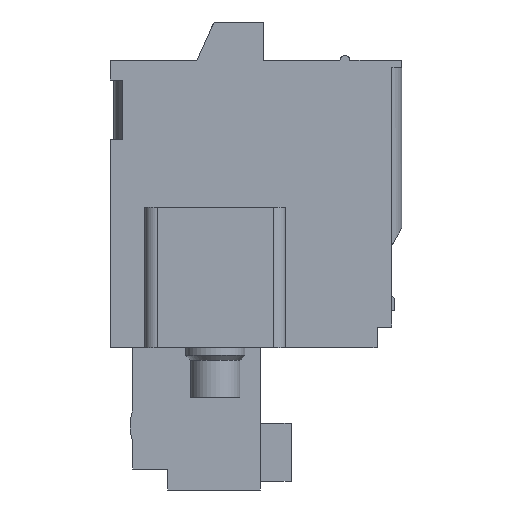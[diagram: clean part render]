
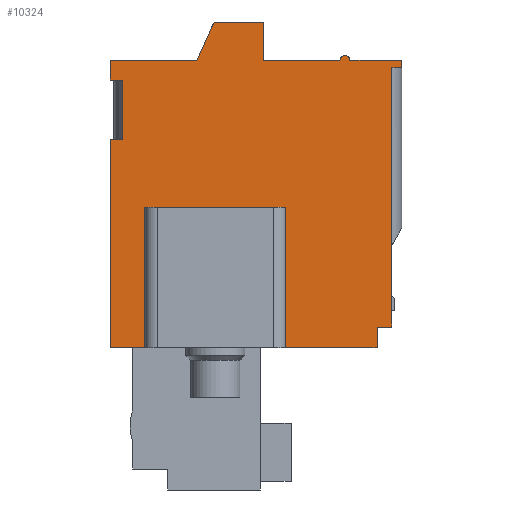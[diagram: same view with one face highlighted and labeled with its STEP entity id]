
A CAD part, left-side view. The second image highlights one B-rep face of the part: STEP entity #10324.
In plain terms, the highlighted planar face has unit normal (-1, 0, 0).
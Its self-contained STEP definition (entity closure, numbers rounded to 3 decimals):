
#187=LINE('',#14631,#1529);
#191=LINE('',#14643,#1533);
#203=LINE('',#14679,#1545);
#328=LINE('',#14959,#1670);
#342=LINE('',#14987,#1684);
#372=LINE('',#15055,#1714);
#383=LINE('',#15083,#1725);
#538=LINE('',#15400,#1880);
#545=LINE('',#15412,#1887);
#548=LINE('',#15418,#1890);
#550=LINE('',#15421,#1892);
#551=LINE('',#15423,#1893);
#553=LINE('',#15428,#1895);
#557=LINE('',#15441,#1899);
#560=LINE('',#15446,#1902);
#561=LINE('',#15448,#1903);
#563=LINE('',#15452,#1905);
#564=LINE('',#15454,#1906);
#575=LINE('',#15482,#1917);
#576=LINE('',#15484,#1918);
#577=LINE('',#15485,#1919);
#1529=VECTOR('',#11837,1000.);
#1533=VECTOR('',#11845,1000.);
#1545=VECTOR('',#11871,1000.);
#1670=VECTOR('',#12038,1000.);
#1684=VECTOR('',#12054,1000.);
#1714=VECTOR('',#12098,1000.);
#1725=VECTOR('',#12119,1000.);
#1880=VECTOR('',#12378,1000.);
#1887=VECTOR('',#12387,1000.);
#1890=VECTOR('',#12392,1000.);
#1892=VECTOR('',#12396,1000.);
#1893=VECTOR('',#12399,1000.);
#1895=VECTOR('',#12405,1000.);
#1899=VECTOR('',#12423,1000.);
#1902=VECTOR('',#12428,1000.);
#1903=VECTOR('',#12431,1000.);
#1905=VECTOR('',#12435,1000.);
#1906=VECTOR('',#12438,1000.);
#1917=VECTOR('',#12457,1000.);
#1918=VECTOR('',#12460,1000.);
#1919=VECTOR('',#12461,1000.);
#3461=ORIENTED_EDGE('',*,*,#6347,.F.);
#3462=ORIENTED_EDGE('',*,*,#5933,.F.);
#3463=ORIENTED_EDGE('',*,*,#6348,.T.);
#3464=ORIENTED_EDGE('',*,*,#5910,.T.);
#3465=ORIENTED_EDGE('',*,*,#6328,.T.);
#3466=ORIENTED_EDGE('',*,*,#6329,.T.);
#3467=ORIENTED_EDGE('',*,*,#6085,.T.);
#3468=ORIENTED_EDGE('',*,*,#6331,.T.);
#3469=ORIENTED_EDGE('',*,*,#6332,.T.);
#3470=ORIENTED_EDGE('',*,*,#6346,.T.);
#3471=ORIENTED_EDGE('',*,*,#6297,.T.);
#3472=ORIENTED_EDGE('',*,*,#6300,.T.);
#3473=ORIENTED_EDGE('',*,*,#6307,.T.);
#3474=ORIENTED_EDGE('',*,*,#6310,.T.);
#3475=ORIENTED_EDGE('',*,*,#6312,.T.);
#3476=ORIENTED_EDGE('',*,*,#6133,.T.);
#3477=ORIENTED_EDGE('',*,*,#6313,.T.);
#3478=ORIENTED_EDGE('',*,*,#6316,.T.);
#3479=ORIENTED_EDGE('',*,*,#6119,.T.);
#3480=ORIENTED_EDGE('',*,*,#6325,.T.);
#3481=ORIENTED_EDGE('',*,*,#6071,.T.);
#3482=ORIENTED_EDGE('',*,*,#5916,.T.);
#5910=EDGE_CURVE('',#7430,#7429,#187,.T.);
#5916=EDGE_CURVE('',#7436,#7435,#191,.T.);
#5933=EDGE_CURVE('',#7452,#7453,#203,.T.);
#6071=EDGE_CURVE('',#7587,#7436,#328,.T.);
#6085=EDGE_CURVE('',#7600,#7601,#342,.T.);
#6119=EDGE_CURVE('',#7631,#7630,#372,.T.);
#6133=EDGE_CURVE('',#7643,#7644,#383,.T.);
#6297=EDGE_CURVE('',#7751,#7752,#8467,.T.);
#6300=EDGE_CURVE('',#7752,#7753,#538,.T.);
#6307=EDGE_CURVE('',#7753,#7756,#545,.T.);
#6310=EDGE_CURVE('',#7756,#7758,#548,.T.);
#6312=EDGE_CURVE('',#7758,#7643,#550,.T.);
#6313=EDGE_CURVE('',#7644,#7759,#551,.T.);
#6316=EDGE_CURVE('',#7759,#7631,#553,.T.);
#6325=EDGE_CURVE('',#7630,#7587,#557,.T.);
#6328=EDGE_CURVE('',#7429,#7762,#560,.T.);
#6329=EDGE_CURVE('',#7762,#7600,#561,.T.);
#6331=EDGE_CURVE('',#7601,#7763,#563,.T.);
#6332=EDGE_CURVE('',#7763,#7764,#564,.T.);
#6346=EDGE_CURVE('',#7764,#7751,#575,.T.);
#6347=EDGE_CURVE('',#7453,#7435,#576,.T.);
#6348=EDGE_CURVE('',#7452,#7430,#577,.T.);
#7429=VERTEX_POINT('',#14630);
#7430=VERTEX_POINT('',#14632);
#7435=VERTEX_POINT('',#14642);
#7436=VERTEX_POINT('',#14644);
#7452=VERTEX_POINT('',#14678);
#7453=VERTEX_POINT('',#14680);
#7587=VERTEX_POINT('',#14960);
#7600=VERTEX_POINT('',#14988);
#7601=VERTEX_POINT('',#14989);
#7630=VERTEX_POINT('',#15054);
#7631=VERTEX_POINT('',#15056);
#7643=VERTEX_POINT('',#15084);
#7644=VERTEX_POINT('',#15085);
#7751=VERTEX_POINT('',#15395);
#7752=VERTEX_POINT('',#15396);
#7753=VERTEX_POINT('',#15401);
#7756=VERTEX_POINT('',#15411);
#7758=VERTEX_POINT('',#15417);
#7759=VERTEX_POINT('',#15424);
#7762=VERTEX_POINT('',#15445);
#7763=VERTEX_POINT('',#15451);
#7764=VERTEX_POINT('',#15455);
#8467=CIRCLE('',#11200,0.2);
#8686=EDGE_LOOP('',(#3461,#3462,#3463,#3464,#3465,#3466,#3467,#3468,#3469,
#3470,#3471,#3472,#3473,#3474,#3475,#3476,#3477,#3478,#3479,#3480,#3481,
#3482));
#9289=FACE_BOUND('',#8686,.T.);
#9861=PLANE('',#11223);
#10324=ADVANCED_FACE('',(#9289),#9861,.T.);
#11200=AXIS2_PLACEMENT_3D('',#15394,#12372,#12373);
#11223=AXIS2_PLACEMENT_3D('',#15483,#12458,#12459);
#11837=DIRECTION('',(0.,-1.,0.));
#11845=DIRECTION('',(0.,-1.,0.));
#11871=DIRECTION('',(0.,1.,0.));
#12038=DIRECTION('',(0.,0.,-1.));
#12054=DIRECTION('',(0.,0.,1.));
#12098=DIRECTION('',(0.,0.,-1.));
#12119=DIRECTION('',(0.,1.,0.));
#12372=DIRECTION('',(-1.,0.,0.));
#12373=DIRECTION('',(0.,-1.,0.));
#12378=DIRECTION('',(0.,1.,0.));
#12387=DIRECTION('',(0.,0.,1.));
#12392=DIRECTION('',(0.,1.,0.));
#12396=DIRECTION('',(0.,0.412,-0.911));
#12399=DIRECTION('',(0.,0.,-1.));
#12405=DIRECTION('',(0.,-1.,0.));
#12423=DIRECTION('',(0.,1.,0.));
#12428=DIRECTION('',(0.,0.,1.));
#12431=DIRECTION('',(0.,-1.,0.));
#12435=DIRECTION('',(0.,-1.,0.));
#12438=DIRECTION('',(0.,0.,1.));
#12457=DIRECTION('',(0.,1.,0.));
#12458=DIRECTION('',(-1.,0.,0.));
#12459=DIRECTION('',(0.,0.,1.));
#12460=DIRECTION('',(0.,0.,-1.));
#12461=DIRECTION('',(0.,0.,-1.));
#14630=CARTESIAN_POINT('',(-4.05,-5.4,-6.1));
#14631=CARTESIAN_POINT('',(-4.05,5.4,-6.1));
#14632=CARTESIAN_POINT('',(-4.05,-1.7,-6.1));
#14642=CARTESIAN_POINT('',(-4.05,4.,-6.1));
#14643=CARTESIAN_POINT('',(-4.05,5.4,-6.1));
#14644=CARTESIAN_POINT('',(-4.05,5.4,-6.1));
#14678=CARTESIAN_POINT('',(-4.05,-1.7,-0.4));
#14679=CARTESIAN_POINT('',(-4.05,-1.7,-0.4));
#14680=CARTESIAN_POINT('',(-4.05,4.,-0.4));
#14959=CARTESIAN_POINT('',(-4.05,5.4,2.35));
#14960=CARTESIAN_POINT('',(-4.05,5.4,2.35));
#14987=CARTESIAN_POINT('',(-4.05,-6.,-5.25));
#14988=CARTESIAN_POINT('',(-4.05,-6.,-5.25));
#14989=CARTESIAN_POINT('',(-4.05,-6.,5.25));
#15054=CARTESIAN_POINT('',(-4.05,4.9,2.35));
#15055=CARTESIAN_POINT('',(-4.05,4.9,4.75));
#15056=CARTESIAN_POINT('',(-4.05,4.9,4.75));
#15083=CARTESIAN_POINT('',(-4.05,1.9,5.55));
#15084=CARTESIAN_POINT('',(-4.05,1.9,5.55));
#15085=CARTESIAN_POINT('',(-4.05,5.4,5.55));
#15394=CARTESIAN_POINT('',(-4.05,-4.1,5.55));
#15395=CARTESIAN_POINT('',(-4.05,-4.3,5.55));
#15396=CARTESIAN_POINT('',(-4.05,-3.9,5.55));
#15400=CARTESIAN_POINT('',(-4.05,-3.9,5.55));
#15401=CARTESIAN_POINT('',(-4.05,-0.8,5.55));
#15411=CARTESIAN_POINT('',(-4.05,-0.8,7.1));
#15412=CARTESIAN_POINT('',(-4.05,-0.8,5.55));
#15417=CARTESIAN_POINT('',(-4.05,1.2,7.1));
#15418=CARTESIAN_POINT('',(-4.05,-0.8,7.1));
#15421=CARTESIAN_POINT('',(-4.05,1.2,7.1));
#15423=CARTESIAN_POINT('',(-4.05,5.4,5.55));
#15424=CARTESIAN_POINT('',(-4.05,5.4,4.75));
#15428=CARTESIAN_POINT('',(-4.05,5.4,4.75));
#15441=CARTESIAN_POINT('',(-4.05,4.9,2.35));
#15445=CARTESIAN_POINT('',(-4.05,-5.4,-5.25));
#15446=CARTESIAN_POINT('',(-4.05,-5.4,-6.1));
#15448=CARTESIAN_POINT('',(-4.05,-5.4,-5.25));
#15451=CARTESIAN_POINT('',(-4.05,-6.4,5.25));
#15452=CARTESIAN_POINT('',(-4.05,-6.,5.25));
#15454=CARTESIAN_POINT('',(-4.05,-6.4,5.25));
#15455=CARTESIAN_POINT('',(-4.05,-6.4,5.55));
#15482=CARTESIAN_POINT('',(-4.05,-6.4,5.55));
#15483=CARTESIAN_POINT('',(-4.05,-4.1,5.55));
#15484=CARTESIAN_POINT('',(-4.05,4.,-0.4));
#15485=CARTESIAN_POINT('',(-4.05,-1.7,-0.4));
